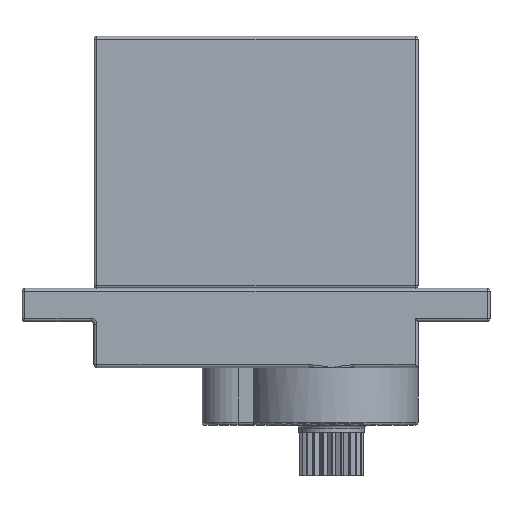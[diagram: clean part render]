
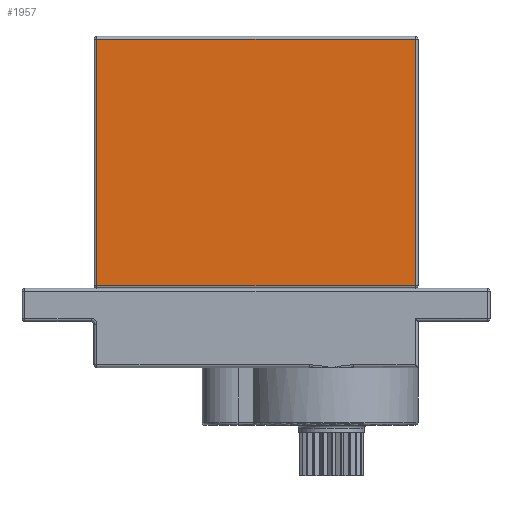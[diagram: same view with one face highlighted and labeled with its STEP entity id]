
A CAD part, front view. The second image highlights one B-rep face of the part: STEP entity #1957.
In plain terms, the highlighted planar face has unit normal (0, -1, 0).
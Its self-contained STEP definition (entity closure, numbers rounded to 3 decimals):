
#60 = ORIENTED_EDGE ( 'NONE', *, *, #2849, .T. ) ;
#287 = DIRECTION ( 'NONE',  ( -1., 0., 0. ) ) ;
#489 = ORIENTED_EDGE ( 'NONE', *, *, #4371, .T. ) ;
#699 = LINE ( 'NONE', #3214, #3630 ) ;
#736 = LINE ( 'NONE', #5537, #3665 ) ;
#755 = VECTOR ( 'NONE', #1675, 1000. ) ;
#1188 = DIRECTION ( 'NONE',  ( 1., 0., 0. ) ) ;
#1207 = DIRECTION ( 'NONE',  ( 0., 1., 0. ) ) ;
#1675 = DIRECTION ( 'NONE',  ( 0., 0., -1. ) ) ;
#1702 = AXIS2_PLACEMENT_3D ( 'NONE', #4591, #1207, #4578 ) ;
#1777 = FACE_OUTER_BOUND ( 'NONE', #1941, .T. ) ;
#1831 = CARTESIAN_POINT ( 'NONE',  ( -11.05, -6., 17.3 ) ) ;
#1941 = EDGE_LOOP ( 'NONE', ( #60, #489, #5206, #6219 ) ) ;
#1957 = ADVANCED_FACE ( 'NONE', ( #1777 ), #2606, .F. ) ;
#2150 = CARTESIAN_POINT ( 'NONE',  ( -11.05, -6., 17.5 ) ) ;
#2193 = VECTOR ( 'NONE', #287, 1000. ) ;
#2606 = PLANE ( 'NONE',  #1702 ) ;
#2743 = DIRECTION ( 'NONE',  ( 0., 0., 1. ) ) ;
#2849 = EDGE_CURVE ( 'NONE', #5764, #3975, #699, .T. ) ;
#3176 = LINE ( 'NONE', #6083, #2193 ) ;
#3214 = CARTESIAN_POINT ( 'NONE',  ( 11.05, -6., 17.5 ) ) ;
#3630 = VECTOR ( 'NONE', #2743, 1000. ) ;
#3665 = VECTOR ( 'NONE', #1188, 1000. ) ;
#3975 = VERTEX_POINT ( 'NONE', #4828 ) ;
#4065 = LINE ( 'NONE', #2150, #755 ) ;
#4233 = EDGE_CURVE ( 'NONE', #5257, #4241, #4065, .T. ) ;
#4241 = VERTEX_POINT ( 'NONE', #4517 ) ;
#4371 = EDGE_CURVE ( 'NONE', #3975, #5257, #3176, .T. ) ;
#4517 = CARTESIAN_POINT ( 'NONE',  ( -11.05, -6., 0.2 ) ) ;
#4578 = DIRECTION ( 'NONE',  ( 0., 0., 1. ) ) ;
#4591 = CARTESIAN_POINT ( 'NONE',  ( -11.25, -6., 17.5 ) ) ;
#4828 = CARTESIAN_POINT ( 'NONE',  ( 11.05, -6., 17.3 ) ) ;
#5206 = ORIENTED_EDGE ( 'NONE', *, *, #4233, .T. ) ;
#5257 = VERTEX_POINT ( 'NONE', #1831 ) ;
#5537 = CARTESIAN_POINT ( 'NONE',  ( 11.25, -6., 0.2 ) ) ;
#5764 = VERTEX_POINT ( 'NONE', #5783 ) ;
#5783 = CARTESIAN_POINT ( 'NONE',  ( 11.05, -6., 0.2 ) ) ;
#6047 = EDGE_CURVE ( 'NONE', #4241, #5764, #736, .T. ) ;
#6083 = CARTESIAN_POINT ( 'NONE',  ( -11.25, -6., 17.3 ) ) ;
#6219 = ORIENTED_EDGE ( 'NONE', *, *, #6047, .T. ) ;
